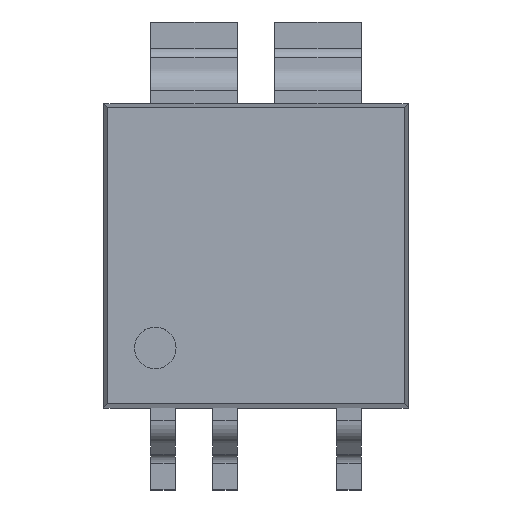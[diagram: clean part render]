
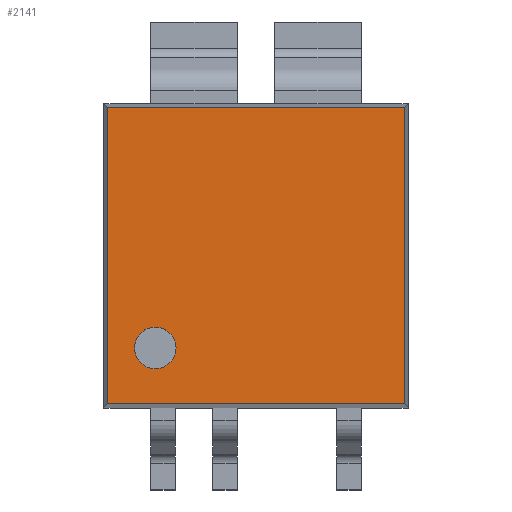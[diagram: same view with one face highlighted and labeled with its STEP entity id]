
A CAD part, top view. The second image highlights one B-rep face of the part: STEP entity #2141.
In plain terms, the highlighted planar face has unit normal (0, 0, 1).
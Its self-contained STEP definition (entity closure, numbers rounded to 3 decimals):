
#52=CIRCLE('',#2265,0.178);
#383=ORIENTED_EDGE('',*,*,#689,.F.);
#384=ORIENTED_EDGE('',*,*,#688,.T.);
#385=ORIENTED_EDGE('',*,*,#690,.T.);
#386=ORIENTED_EDGE('',*,*,#691,.T.);
#387=ORIENTED_EDGE('',*,*,#631,.T.);
#631=EDGE_CURVE('',#816,#815,#967,.F.);
#688=EDGE_CURVE('',#815,#852,#1014,.F.);
#689=EDGE_CURVE('',#853,#853,#52,.T.);
#690=EDGE_CURVE('',#852,#854,#1015,.F.);
#691=EDGE_CURVE('',#854,#816,#1016,.F.);
#815=VERTEX_POINT('',#2956);
#816=VERTEX_POINT('',#2958);
#852=VERTEX_POINT('',#3071);
#853=VERTEX_POINT('',#3075);
#854=VERTEX_POINT('',#3077);
#967=LINE('',#2957,#1145);
#1014=LINE('',#3072,#1192);
#1015=LINE('',#3076,#1193);
#1016=LINE('',#3078,#1194);
#1145=VECTOR('',#2509,1000.);
#1192=VECTOR('',#2618,1000.);
#1193=VECTOR('',#2623,1000.);
#1194=VECTOR('',#2624,1000.);
#1296=EDGE_LOOP('',(#383));
#1297=EDGE_LOOP('',(#384,#385,#386,#387));
#1384=FACE_BOUND('',#1296,.T.);
#1385=FACE_BOUND('',#1297,.T.);
#1456=PLANE('',#2264);
#2141=ADVANCED_FACE('',(#1384,#1385),#1456,.T.);
#2264=AXIS2_PLACEMENT_3D('',#3073,#2619,#2620);
#2265=AXIS2_PLACEMENT_3D('',#3074,#2621,#2622);
#2509=DIRECTION('',(1.,0.,0.));
#2618=DIRECTION('',(0.,1.,0.));
#2619=DIRECTION('',(0.,0.,1.));
#2620=DIRECTION('',(1.,0.,0.));
#2621=DIRECTION('',(0.,0.,1.));
#2622=DIRECTION('',(1.,0.,0.));
#2623=DIRECTION('',(-1.,0.,0.));
#2624=DIRECTION('',(0.,-1.,0.));
#2956=CARTESIAN_POINT('',(-1.265,1.265,0.475));
#2957=CARTESIAN_POINT('',(0.,1.265,0.475));
#2958=CARTESIAN_POINT('',(1.265,1.265,0.475));
#3071=CARTESIAN_POINT('',(-1.265,-1.265,0.475));
#3072=CARTESIAN_POINT('',(-1.265,0.,0.475));
#3073=CARTESIAN_POINT('',(0.,0.,0.475));
#3074=CARTESIAN_POINT('',(-0.861,-0.788,0.475));
#3075=CARTESIAN_POINT('',(-0.683,-0.788,0.475));
#3076=CARTESIAN_POINT('',(0.,-1.265,0.475));
#3077=CARTESIAN_POINT('',(1.265,-1.265,0.475));
#3078=CARTESIAN_POINT('',(1.265,0.,0.475));
